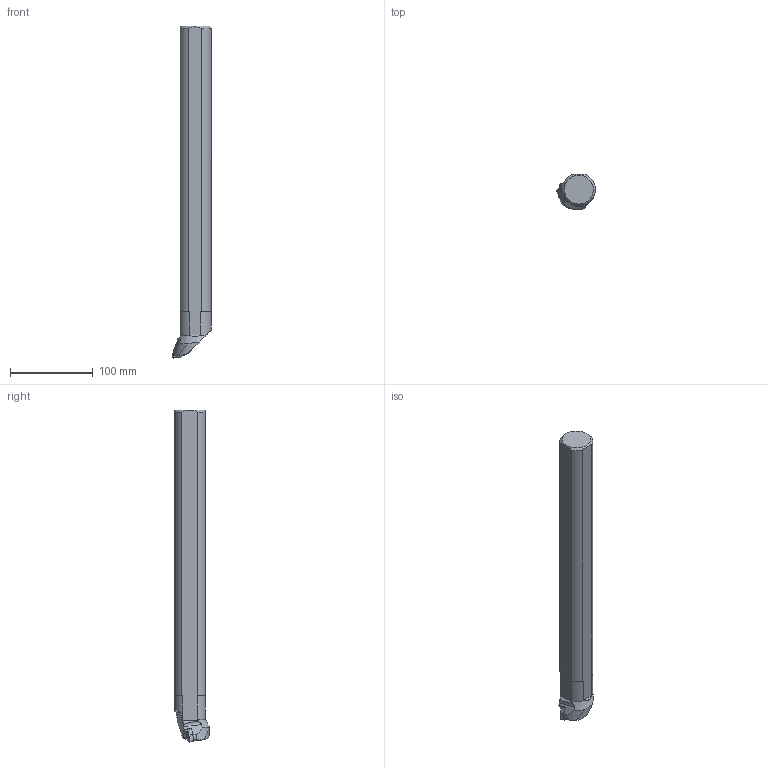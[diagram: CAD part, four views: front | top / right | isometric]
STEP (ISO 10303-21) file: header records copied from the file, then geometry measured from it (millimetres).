
FILE_DESCRIPTION(/* description */ (''),/* implementation_level */ '2;1');
FILE_NAME(/* name */ '1527597961121.stp',/* time_stamp */ '2018-05-29T14:46:06+02:00',/* author */ (''),/* organization */ ('SMS'),/* preprocessor_version */ 'ST-DEVELOPER v15',/* originating_system */ 'SIEMENS PLM Software NX 8.5',/* authorisation */ '');
FILE_SCHEMA (('AUTOMOTIVE_DESIGN { 1 0 10303 214 3 1 1 1 }'));
Length unit declared in the file: millimetre
Products named in the file (4): ASSEMBLY_CONSTRUCTION; IsoTurningInsert; 201672696mod000_00; 201672707mod000_00
Assembly tree (3 placements, depth 2):
  201672707mod000_00
    201672696mod000_00
    IsoTurningInsert
    ASSEMBLY_CONSTRUCTION
Bounding box: 46.86 x 42.14 x 401.47 mm (x, y, z)
Volume: 459775.9 mm3; surface area: 51340.1 mm2
Topology: 2 solids, 2 shells, 86 faces, 239 edges, 166 vertices
Faces by surface type: plane 48, cylinder 28, cone 10
Full cylindrical faces by diameter (mm): 5.156 x1
Entity records: 3084 total; most frequent: CARTESIAN_POINT 684, DIRECTION 478, ORIENTED_EDGE 470, EDGE_CURVE 235, AXIS2_PLACEMENT_3D 173, VERTEX_POINT 157, LINE 132, VECTOR 132
